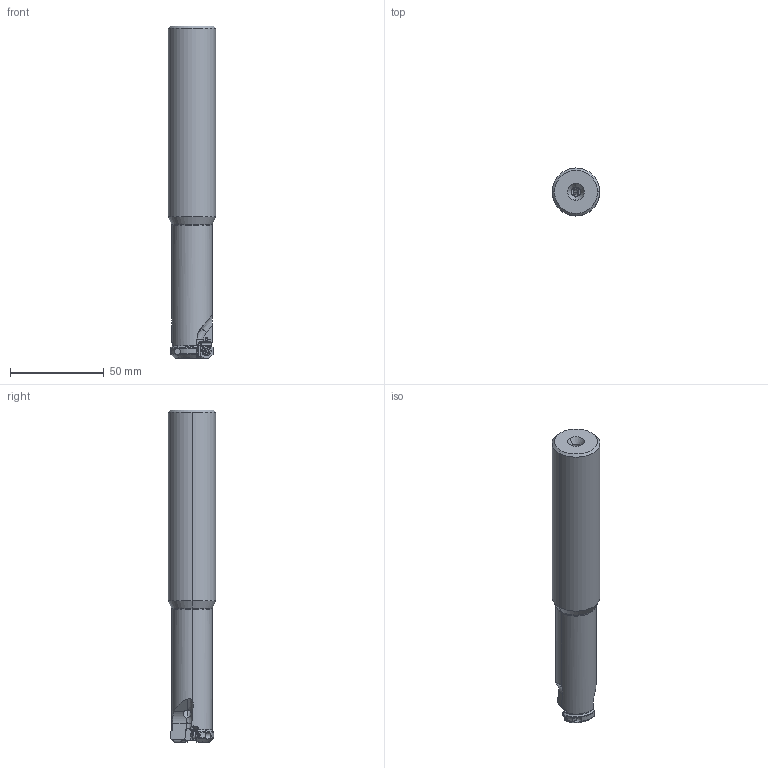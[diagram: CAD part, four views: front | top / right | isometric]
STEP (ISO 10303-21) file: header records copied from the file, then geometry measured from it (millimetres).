
FILE_DESCRIPTION(/* description */ (''),/* implementation_level */ '2;1');
FILE_NAME(/* name */ 'ARP5UPR1602SA16L.stp',/* time_stamp */ '2017-10-10T11:40:35+09:00',/* author */ (''),/* organization */ (''),/* preprocessor_version */ 'ST-DEVELOPER v16',/* originating_system */ 'SIEMENS PLM Software NX 10.0',/* authorisation */ '');
FILE_SCHEMA (('AUTOMOTIVE_DESIGN { 1 0 10303 214 3 1 1 1 }'));
Length unit declared in the file: millimetre
Products named in the file (1): ARP5UPR1602SA16L_ASM
Bounding box: 25.4 x 25.4 x 176.83 mm (x, y, z)
Volume: 73090.3 mm3; surface area: 17030.5 mm2
Topology: 3 solids, 3 shells, 260 faces, 697 edges, 437 vertices
Faces by surface type: cylinder 92, plane 54, cone 38, torus 36, bspline 18, sphere 14, extrusion 8
Entity records: 12040 total; most frequent: CARTESIAN_POINT 5787, ORIENTED_EDGE 1370, DIRECTION 1186, EDGE_CURVE 685, AXIS2_PLACEMENT_3D 480, VERTEX_POINT 437, EDGE_LOOP 274, ADVANCED_FACE 260
